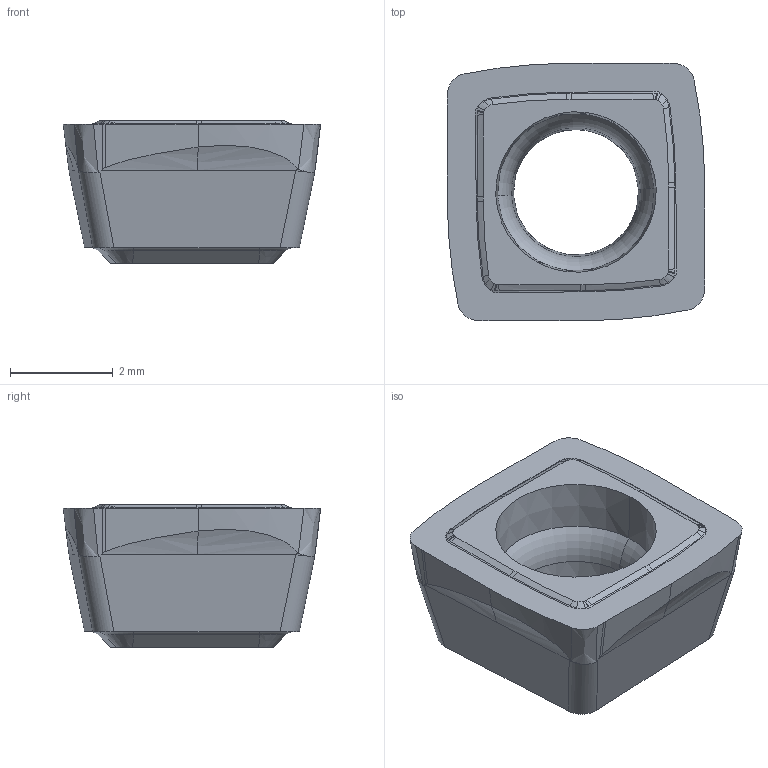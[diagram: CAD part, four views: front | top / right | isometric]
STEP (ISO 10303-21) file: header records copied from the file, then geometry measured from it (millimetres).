
FILE_DESCRIPTION((''),'2;1');
FILE_NAME('SOMX052704-UM','2021-02-26T09:28:29',('tlyad011'),('PTC Japan'),'CREO PARAMETRIC BY PTC INC, 2018500','CREO PARAMETRIC BY PTC INC, 2018500','');
FILE_SCHEMA(('AUTOMOTIVE_DESIGN { 1 0 10303 214 1 1 1 1 }'));
Length unit declared in the file: millimetre
Products named in the file (1): SOMX052704-UM
Bounding box: 5 x 5 x 2.77 mm (x, y, z)
Volume: 36 mm3; surface area: 95.9 mm2
Topology: 1 solids, 1 shells, 130 faces, 354 edges, 228 vertices
Faces by surface type: bspline 68, plane 24, cylinder 20, cone 12, torus 6
Entity records: 6767 total; most frequent: CARTESIAN_POINT 2967, ORIENTED_EDGE 668, PRESENTATION_STYLE_ASSIGNMENT 357, STYLED_ITEM 357, CURVE_STYLE 356, EDGE_CURVE 334, DIRECTION 318, B_SPLINE_CURVE_WITH_KNOTS 212
